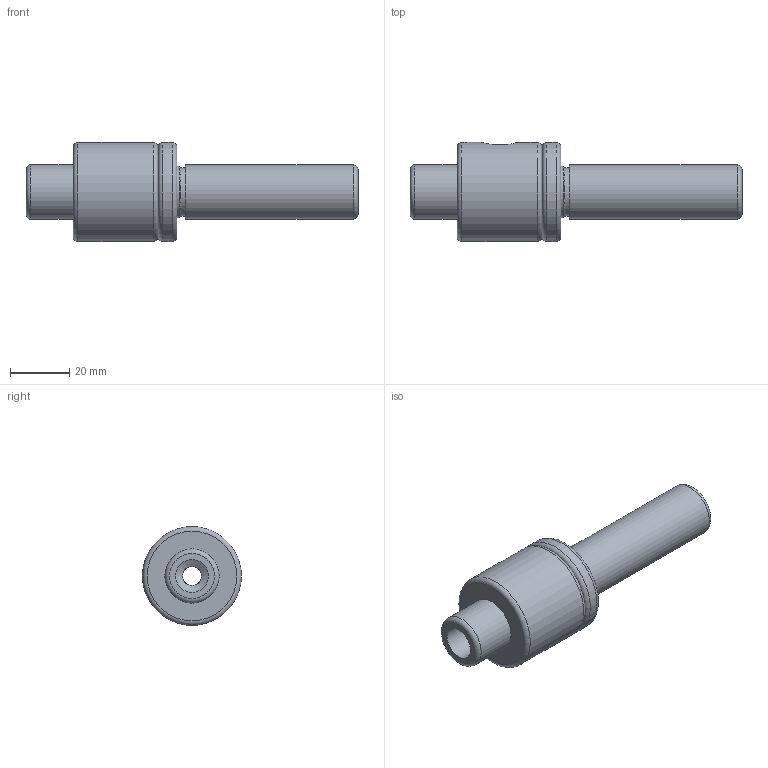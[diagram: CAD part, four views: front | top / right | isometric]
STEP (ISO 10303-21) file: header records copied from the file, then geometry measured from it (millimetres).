
FILE_DESCRIPTION((''),'2;1');
FILE_NAME('840008.stp','2009-07-02T16:11:57',('David Woerner'),(''),'Autodesk Inventor 2010','Autodesk Inventor 2010','');
FILE_SCHEMA(('AUTOMOTIVE_DESIGN { 1 0 10303 214 1 1 1 1 }'));
Length unit declared in the file: inch
Products named in the file (5): 840008 (LevelofDetail1); 900885; 900887; 900898; 900886
Assembly tree (4 placements, depth 2):
  840008 (LevelofDetail1)
    900885
    900887
    900898
    900886
Bounding box: 111.78 x 33.34 x 33.34 mm (x, y, z)
Volume: 42836.1 mm3; surface area: 17861.4 mm2
Topology: 4 solids, 4 shells, 55 faces, 108 edges, 63 vertices
Faces by surface type: cylinder 18, cone 17, plane 14, torus 6
Full cylindrical faces by diameter (mm): 6.35 x2, 11.113 x2, 12.192 x1, 14.288 x1, 16.256 x2, 16.51 x3, 17.463 x2, 18.256 x2, 33.338 x2
Entity records: 1397 total; most frequent: CARTESIAN_POINT 272, DIRECTION 236, ORIENTED_EDGE 126, AXIS2_PLACEMENT_3D 118, EDGE_LOOP 108, EDGE_CURVE 63, VERTEX_POINT 59, FACE_OUTER_BOUND 55
